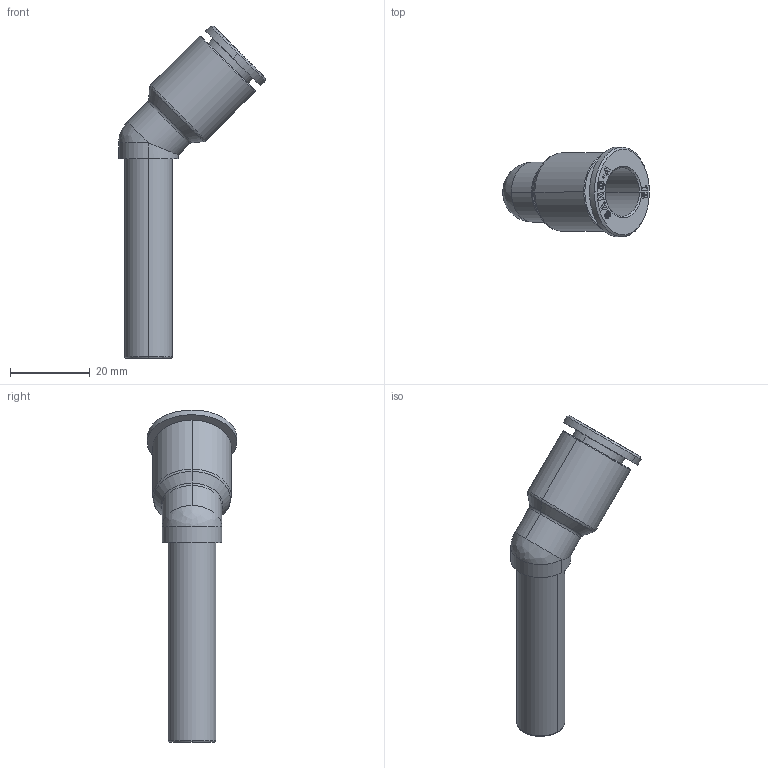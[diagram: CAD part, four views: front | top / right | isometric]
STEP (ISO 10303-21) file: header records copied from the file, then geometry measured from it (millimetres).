
FILE_DESCRIPTION (( 'STEP AP214' ), '1' );
FILE_NAME ('PLLJ45-12.STEP', '2015-11-03T08:12:15', ( '' ), ( '' ), 'SwSTEP 2.0', 'SolidWorks 2015', '' );
FILE_SCHEMA (( 'AUTOMOTIVE_DESIGN' ));
Length unit declared in the file: millimetre
Products named in the file (2): PLLJ45-12; ｦ+ﾃｦ1
Assembly tree (1 placements, depth 2):
  PLLJ45-12
    ｦ+ﾃｦ1
Bounding box: 36.81 x 22.5 x 83.31 mm (x, y, z)
Volume: 12206.1 mm3; surface area: 5635.2 mm2
Topology: 1 solids, 1 shells, 375 faces, 1063 edges, 703 vertices
Faces by surface type: plane 338, bspline 14, cylinder 13, cone 8, torus 2
Entity records: 13004 total; most frequent: CARTESIAN_POINT 3020, ORIENTED_EDGE 2124, DIRECTION 1808, EDGE_CURVE 1062, VECTOR 990, LINE 990, VERTEX_POINT 703, AXIS2_PLACEMENT_3D 409
